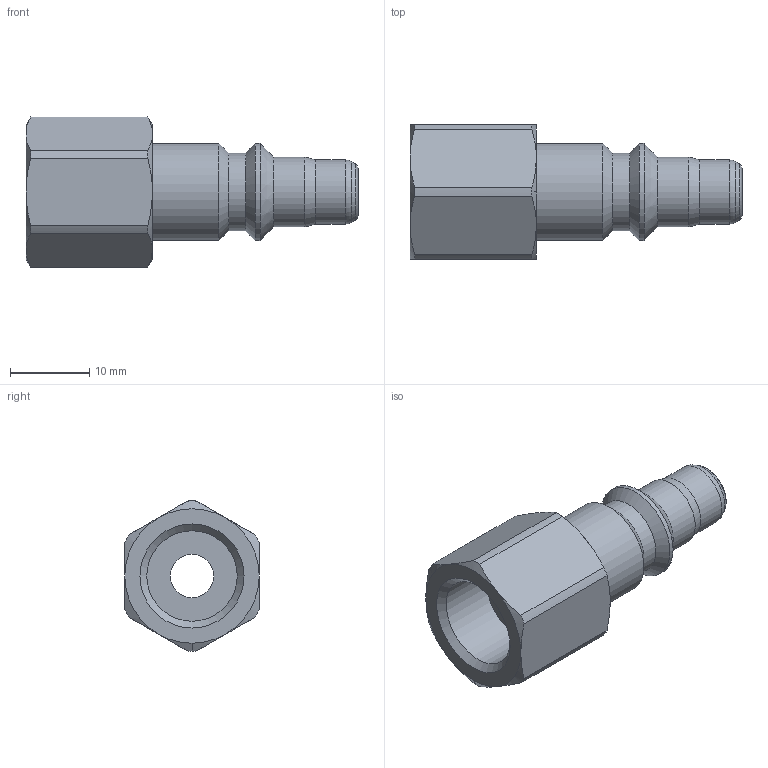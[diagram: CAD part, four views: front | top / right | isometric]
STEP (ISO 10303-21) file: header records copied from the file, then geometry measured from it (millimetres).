
FILE_DESCRIPTION(/* description */ ('Alibre Inc.'),/* implementation_level */ '2;1');
FILE_NAME(/* name */ 'export-2D73C064-5CFD-49F2-A81F-AD64F0A5DCBB',/* time_stamp */ '2024-02-09T09:52:31+01:00',/* author */ (''),/* organization */ (''),/* preprocessor_version */ 'ST-DEVELOPER v17',/* originating_system */ 'Alibre',/* authorisation */ '');
FILE_SCHEMA (('AUTOMOTIVE_DESIGN'));
Length unit declared in the file: millimetre
Products named in the file (1): 0202112
Bounding box: 42 x 17 x 19 mm (x, y, z)
Volume: 4529 mm3; surface area: 3027.5 mm2
Topology: 1 solids, 1 shells, 46 faces, 111 edges, 69 vertices
Faces by surface type: cone 20, cylinder 14, plane 10, torus 2
Full cylindrical faces by diameter (mm): 5.5 x1, 8.1 x1, 8.83 x1, 9.76 x1, 11.445 x1, 12.28 x2
Entity records: 1310 total; most frequent: CARTESIAN_POINT 283, ORIENTED_EDGE 222, DIRECTION 196, EDGE_CURVE 111, AXIS2_PLACEMENT_3D 90, VERTEX_POINT 69, EDGE_LOOP 50, FACE_BOUND 50
